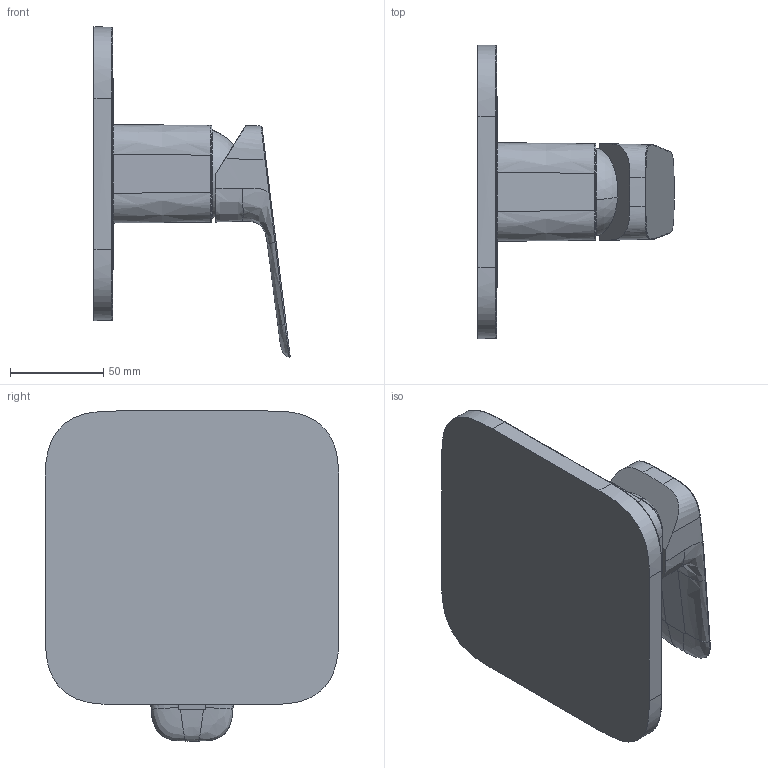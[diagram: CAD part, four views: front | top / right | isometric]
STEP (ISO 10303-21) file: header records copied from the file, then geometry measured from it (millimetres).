
FILE_DESCRIPTION(/* description */ ('AP214 STEP file'),/* implementation_level */ '2;1');
FILE_NAME(/* name */ '1017770000.stp',/* time_stamp */ '2024-04-10T11:21:32+02:00',/* author */ (''),/* organization */ (''),/* preprocessor_version */ 'ST-DEVELOPER v18.1',/* originating_system */ 'Elysium Co. Ltd. STEP Translator v8.3.0.0',/* authorisation */ '');
FILE_SCHEMA (('AUTOMOTIVE_DESIGN { 1 0 10303 214 3 1 1 }'));
Length unit declared in the file: millimetre
Products named in the file (1): 1017770000_extract
Bounding box: 105.44 x 157.84 x 177.42 mm (x, y, z)
Volume: 464930.8 mm3; surface area: 77115 mm2
Topology: 1 solids, 1 shells, 80 faces, 208 edges, 132 vertices
Faces by surface type: bspline 47, extrusion 11, plane 10, cylinder 8, torus 2, sphere 2
Entity records: 6320 total; most frequent: CARTESIAN_POINT 4654, ORIENTED_EDGE 416, EDGE_CURVE 208, B_SPLINE_CURVE_WITH_KNOTS 180, STYLED_ITEM 160, VERTEX_POINT 132, EDGE_LOOP 82, ADVANCED_FACE 80
